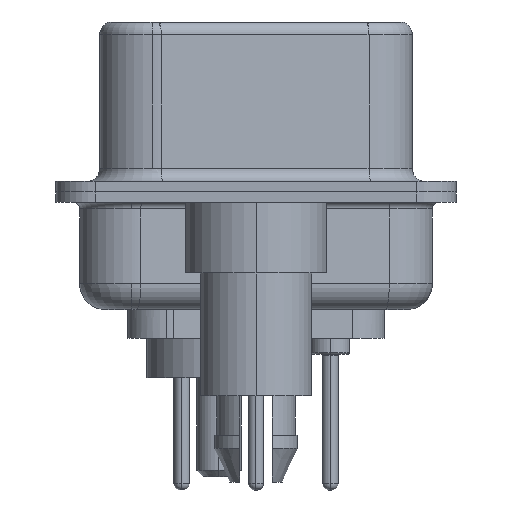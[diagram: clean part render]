
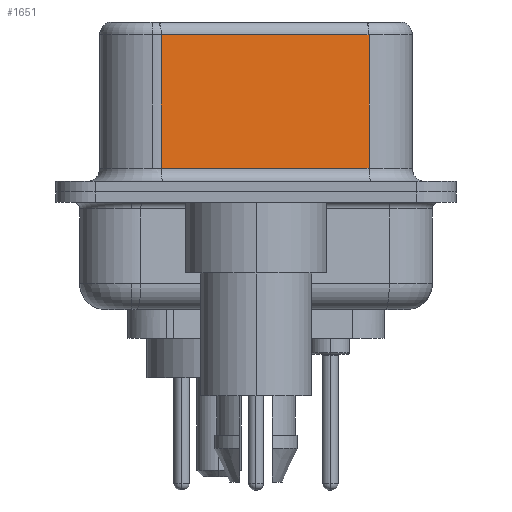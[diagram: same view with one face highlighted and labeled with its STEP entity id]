
A CAD part, left-side view. The second image highlights one B-rep face of the part: STEP entity #1651.
In plain terms, the highlighted planar face has unit normal (-0.985, -0.174, 0).
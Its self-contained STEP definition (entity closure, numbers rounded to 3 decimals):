
#559 = DIRECTION ( 'NONE',  ( 0.174, -0.985, 0. ) ) ;
#1320 = CARTESIAN_POINT ( 'NONE',  ( 5.132, -4.322, 6.02 ) ) ;
#1651 = ADVANCED_FACE ( 'NONE', ( #13406 ), #18904, .F. ) ;
#1731 = VERTEX_POINT ( 'NONE', #1320 ) ;
#2969 = CARTESIAN_POINT ( 'NONE',  ( 3.73, 3.628, 6.52 ) ) ;
#3547 = DIRECTION ( 'NONE',  ( 0.985, 0.174, 0. ) ) ;
#4292 = ORIENTED_EDGE ( 'NONE', *, *, #20017, .T. ) ;
#5089 = EDGE_CURVE ( 'NONE', #1731, #23354, #16944, .T. ) ;
#5853 = CARTESIAN_POINT ( 'NONE',  ( 5.132, -4.322, 6.02 ) ) ;
#5994 = CARTESIAN_POINT ( 'NONE',  ( 5.132, -4.322, 6.52 ) ) ;
#8423 = EDGE_LOOP ( 'NONE', ( #11183, #23946, #4292, #18766 ) ) ;
#8449 = CARTESIAN_POINT ( 'NONE',  ( 5.132, -4.322, 0.9 ) ) ;
#9620 = EDGE_CURVE ( 'NONE', #1731, #23188, #15420, .T. ) ;
#9681 = VECTOR ( 'NONE', #559, 1000. ) ;
#10550 = VECTOR ( 'NONE', #26392, 1000. ) ;
#11110 = CARTESIAN_POINT ( 'NONE',  ( 5.132, -4.322, 0.9 ) ) ;
#11183 = ORIENTED_EDGE ( 'NONE', *, *, #9620, .F. ) ;
#11462 = VECTOR ( 'NONE', #23564, 1000. ) ;
#13312 = VECTOR ( 'NONE', #23977, 1000. ) ;
#13406 = FACE_OUTER_BOUND ( 'NONE', #8423, .T. ) ;
#15420 = LINE ( 'NONE', #26552, #10550 ) ;
#16944 = LINE ( 'NONE', #5853, #11462 ) ;
#18766 = ORIENTED_EDGE ( 'NONE', *, *, #19949, .T. ) ;
#18904 = PLANE ( 'NONE',  #26610 ) ;
#19949 = EDGE_CURVE ( 'NONE', #20943, #23188, #20805, .T. ) ;
#20017 = EDGE_CURVE ( 'NONE', #23354, #20943, #25133, .T. ) ;
#20805 = LINE ( 'NONE', #11110, #9681 ) ;
#20943 = VERTEX_POINT ( 'NONE', #26115 ) ;
#23188 = VERTEX_POINT ( 'NONE', #8449 ) ;
#23354 = VERTEX_POINT ( 'NONE', #23783 ) ;
#23564 = DIRECTION ( 'NONE',  ( -0.174, 0.985, 0. ) ) ;
#23783 = CARTESIAN_POINT ( 'NONE',  ( 3.73, 3.628, 6.02 ) ) ;
#23946 = ORIENTED_EDGE ( 'NONE', *, *, #5089, .T. ) ;
#23977 = DIRECTION ( 'NONE',  ( 0., 0., -1. ) ) ;
#25133 = LINE ( 'NONE', #2969, #13312 ) ;
#26115 = CARTESIAN_POINT ( 'NONE',  ( 3.73, 3.628, 0.9 ) ) ;
#26392 = DIRECTION ( 'NONE',  ( 0., 0., -1. ) ) ;
#26409 = DIRECTION ( 'NONE',  ( -0.174, 0.985, 0. ) ) ;
#26552 = CARTESIAN_POINT ( 'NONE',  ( 5.132, -4.322, 6.52 ) ) ;
#26610 = AXIS2_PLACEMENT_3D ( 'NONE', #5994, #3547, #26409 ) ;
